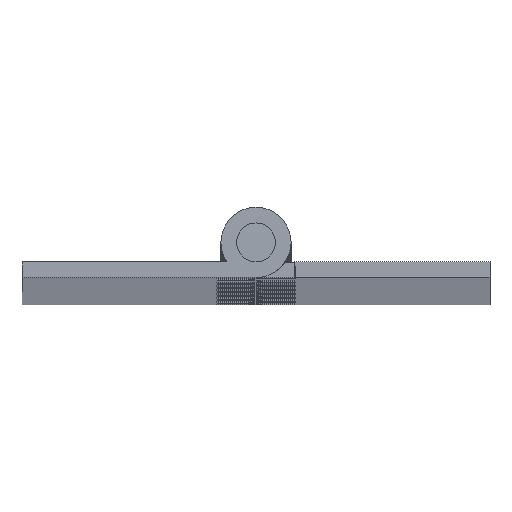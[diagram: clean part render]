
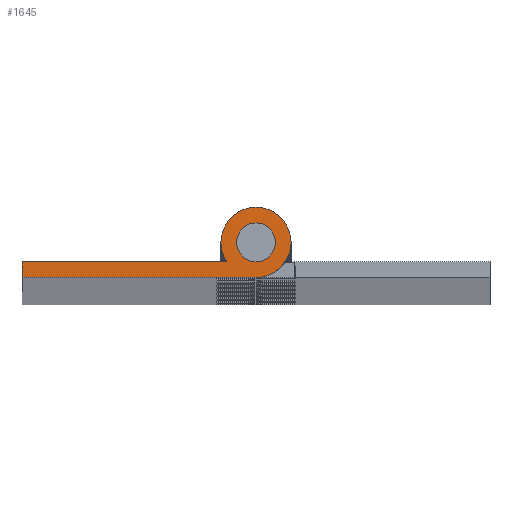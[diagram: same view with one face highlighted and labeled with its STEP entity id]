
A CAD part, top view. The second image highlights one B-rep face of the part: STEP entity #1645.
In plain terms, the highlighted planar face has unit normal (0, 0, 1).
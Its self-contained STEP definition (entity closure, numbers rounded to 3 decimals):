
#123 = ORIENTED_EDGE ( 'NONE', *, *, #8797, .F. ) ;
#286 = DIRECTION ( 'NONE',  ( 1., 0., 0. ) ) ;
#592 = DIRECTION ( 'NONE',  ( 1., 0., 0. ) ) ;
#844 = CARTESIAN_POINT ( 'NONE',  ( 0., 0., 0. ) ) ;
#1027 = EDGE_CURVE ( 'NONE', #4837, #8510, #9662, .T. ) ;
#1066 = VERTEX_POINT ( 'NONE', #5481 ) ;
#1166 = DIRECTION ( 'NONE',  ( 1., 0., 0. ) ) ;
#1356 = DIRECTION ( 'NONE',  ( 0., 0., 1. ) ) ;
#1458 = CARTESIAN_POINT ( 'NONE',  ( -30., -2.5, 0. ) ) ;
#1584 = CARTESIAN_POINT ( 'NONE',  ( 0., 0., 0. ) ) ;
#1645 = ADVANCED_FACE ( 'NONE', ( #12295, #3731 ), #2782, .T. ) ;
#1937 = ORIENTED_EDGE ( 'NONE', *, *, #4589, .F. ) ;
#1957 = CARTESIAN_POINT ( 'NONE',  ( -3.742, -2.5, 0. ) ) ;
#2105 = ORIENTED_EDGE ( 'NONE', *, *, #10321, .T. ) ;
#2288 = DIRECTION ( 'NONE',  ( 0., 0., 1. ) ) ;
#2359 = DIRECTION ( 'NONE',  ( 1., 0., 0. ) ) ;
#2592 = ORIENTED_EDGE ( 'NONE', *, *, #1027, .T. ) ;
#2782 = PLANE ( 'NONE',  #4007 ) ;
#2825 = EDGE_CURVE ( 'NONE', #10916, #4837, #11673, .T. ) ;
#3240 = DIRECTION ( 'NONE',  ( 0., -1., 0. ) ) ;
#3652 = CARTESIAN_POINT ( 'NONE',  ( 2.5, 0., 0. ) ) ;
#3731 = FACE_OUTER_BOUND ( 'NONE', #7386, .T. ) ;
#3742 = CIRCLE ( 'NONE', #11119, 4.5 ) ;
#4007 = AXIS2_PLACEMENT_3D ( 'NONE', #5681, #1356, #2359 ) ;
#4117 = DIRECTION ( 'NONE',  ( 0., 0., 1. ) ) ;
#4220 = DIRECTION ( 'NONE',  ( 1., 0., 0. ) ) ;
#4438 = CARTESIAN_POINT ( 'NONE',  ( 0., -4.5, 0. ) ) ;
#4461 = CIRCLE ( 'NONE', #6053, 2.5 ) ;
#4484 = ORIENTED_EDGE ( 'NONE', *, *, #10726, .T. ) ;
#4574 = VERTEX_POINT ( 'NONE', #8902 ) ;
#4589 = EDGE_CURVE ( 'NONE', #4889, #4574, #4461, .T. ) ;
#4837 = VERTEX_POINT ( 'NONE', #8868 ) ;
#4889 = VERTEX_POINT ( 'NONE', #3652 ) ;
#4916 = CARTESIAN_POINT ( 'NONE',  ( -30., -4.5, 0. ) ) ;
#5481 = CARTESIAN_POINT ( 'NONE',  ( -4.5, 0., 0. ) ) ;
#5603 = EDGE_CURVE ( 'NONE', #1066, #10276, #3742, .T. ) ;
#5681 = CARTESIAN_POINT ( 'NONE',  ( 0., 0., 0. ) ) ;
#5885 = EDGE_LOOP ( 'NONE', ( #1937, #123 ) ) ;
#6053 = AXIS2_PLACEMENT_3D ( 'NONE', #10835, #2288, #4220 ) ;
#6710 = DIRECTION ( 'NONE',  ( -1., 0., 0. ) ) ;
#6725 = CARTESIAN_POINT ( 'NONE',  ( 0., 0., 0. ) ) ;
#6899 = VECTOR ( 'NONE', #6710, 1000. ) ;
#7275 = ORIENTED_EDGE ( 'NONE', *, *, #2825, .T. ) ;
#7333 = VERTEX_POINT ( 'NONE', #9493 ) ;
#7386 = EDGE_LOOP ( 'NONE', ( #7275, #2592, #12264, #2105, #9437, #4484 ) ) ;
#7428 = CIRCLE ( 'NONE', #8022, 4.5 ) ;
#7441 = AXIS2_PLACEMENT_3D ( 'NONE', #8659, #4117, #11727 ) ;
#7474 = CIRCLE ( 'NONE', #10279, 4.5 ) ;
#8022 = AXIS2_PLACEMENT_3D ( 'NONE', #1584, #10085, #592 ) ;
#8296 = EDGE_CURVE ( 'NONE', #8510, #7333, #7428, .T. ) ;
#8510 = VERTEX_POINT ( 'NONE', #4438 ) ;
#8561 = LINE ( 'NONE', #1957, #6899 ) ;
#8659 = CARTESIAN_POINT ( 'NONE',  ( 0., 0., 0. ) ) ;
#8797 = EDGE_CURVE ( 'NONE', #4574, #4889, #11415, .T. ) ;
#8868 = CARTESIAN_POINT ( 'NONE',  ( -30., -4.5, 0. ) ) ;
#8902 = CARTESIAN_POINT ( 'NONE',  ( -2.5, 0., 0. ) ) ;
#9385 = DIRECTION ( 'NONE',  ( 0., 0., 1. ) ) ;
#9437 = ORIENTED_EDGE ( 'NONE', *, *, #5603, .T. ) ;
#9457 = DIRECTION ( 'NONE',  ( 1., 0., 0. ) ) ;
#9493 = CARTESIAN_POINT ( 'NONE',  ( 4.5, 0., 0. ) ) ;
#9662 = LINE ( 'NONE', #4916, #11766 ) ;
#9733 = CARTESIAN_POINT ( 'NONE',  ( -30., -2.5, 0. ) ) ;
#10085 = DIRECTION ( 'NONE',  ( 0., 0., 1. ) ) ;
#10276 = VERTEX_POINT ( 'NONE', #12346 ) ;
#10279 = AXIS2_PLACEMENT_3D ( 'NONE', #6725, #10589, #286 ) ;
#10321 = EDGE_CURVE ( 'NONE', #7333, #1066, #7474, .T. ) ;
#10589 = DIRECTION ( 'NONE',  ( 0., 0., 1. ) ) ;
#10726 = EDGE_CURVE ( 'NONE', #10276, #10916, #8561, .T. ) ;
#10835 = CARTESIAN_POINT ( 'NONE',  ( 0., 0., 0. ) ) ;
#10852 = VECTOR ( 'NONE', #3240, 1000. ) ;
#10916 = VERTEX_POINT ( 'NONE', #1458 ) ;
#11119 = AXIS2_PLACEMENT_3D ( 'NONE', #844, #9385, #9457 ) ;
#11415 = CIRCLE ( 'NONE', #7441, 2.5 ) ;
#11673 = LINE ( 'NONE', #9733, #10852 ) ;
#11727 = DIRECTION ( 'NONE',  ( 1., 0., 0. ) ) ;
#11766 = VECTOR ( 'NONE', #1166, 1000. ) ;
#12264 = ORIENTED_EDGE ( 'NONE', *, *, #8296, .T. ) ;
#12295 = FACE_BOUND ( 'NONE', #5885, .T. ) ;
#12346 = CARTESIAN_POINT ( 'NONE',  ( -3.742, -2.5, 0. ) ) ;
